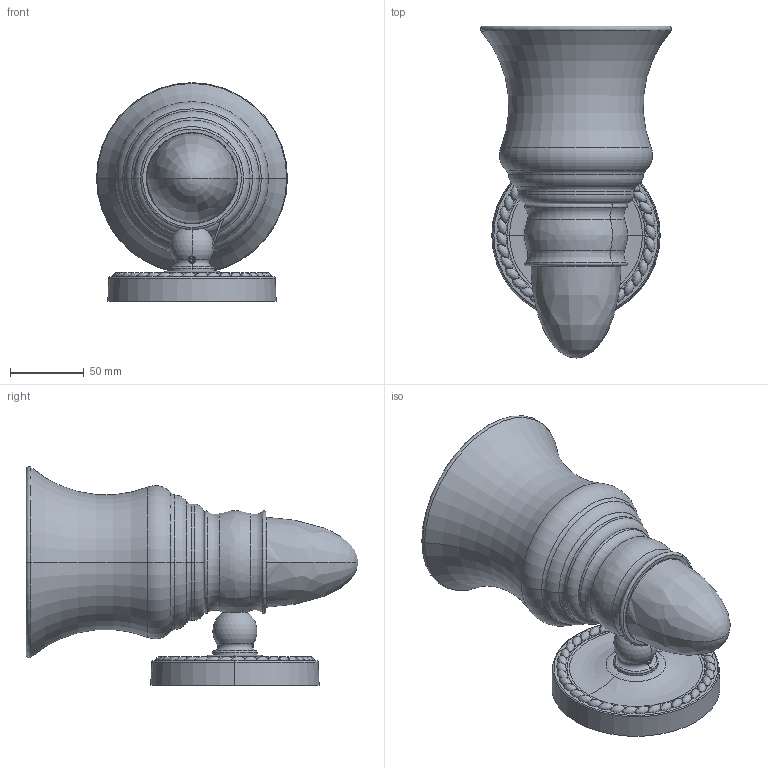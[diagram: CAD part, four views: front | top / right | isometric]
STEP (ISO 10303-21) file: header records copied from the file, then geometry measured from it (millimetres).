
FILE_DESCRIPTION((''),'2;1');
FILE_NAME('1581_SW0001','2010-11-26T',('project'),(''),'PRO/ENGINEER BY PARAMETRIC TECHNOLOGY CORPORATION, 2009300','PRO/ENGINEER BY PARAMETRIC TECHNOLOGY CORPORATION, 2009300','');
FILE_SCHEMA(('CONFIG_CONTROL_DESIGN'));
Length unit declared in the file: inch
Products named in the file (1): 1581_SW0001
Bounding box: 129.67 x 225.26 x 148.39 mm (x, y, z)
Surface area: 202669.5 mm2 (no closed solid volume)
Topology: 0 solids, 86 shells, 642 faces, 3684 edges, 3053 vertices
Faces by surface type: plane 209, cylinder 154, torus 82, sphere 82, bspline 77, cone 34, revolution 4
Entity records: 45782 total; most frequent: CARTESIAN_POINT 18664, DIRECTION 5207, ORIENTED_EDGE 5029, EDGE_CURVE 3593, VERTEX_POINT 3053, VECTOR 2359, LINE 2359, AXIS2_PLACEMENT_3D 1422
